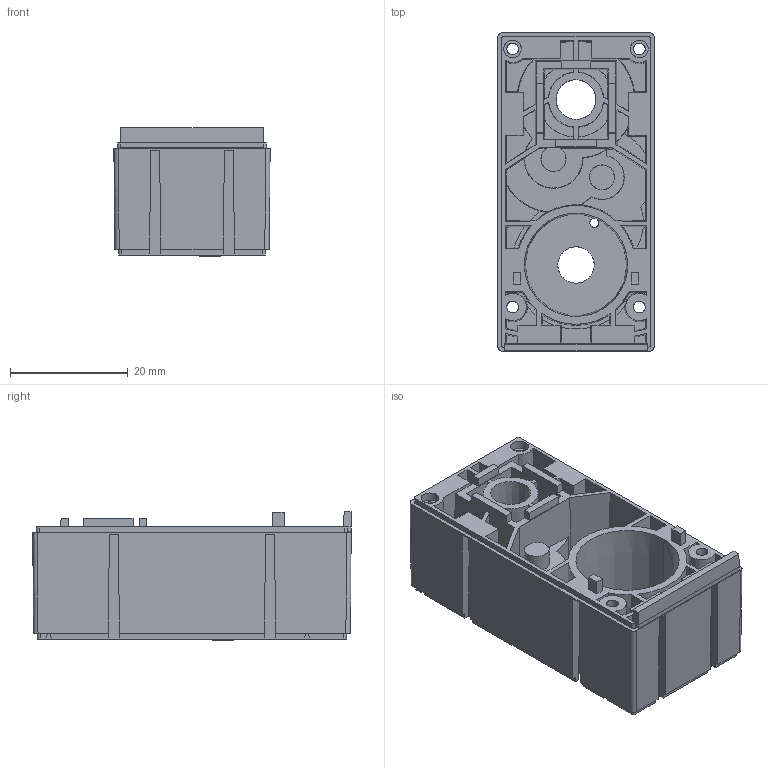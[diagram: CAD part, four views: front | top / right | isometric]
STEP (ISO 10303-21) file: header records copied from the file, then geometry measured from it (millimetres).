
FILE_DESCRIPTION (( 'STEP AP214' ), '1' );
FILE_NAME ('MiddleShell.STEP', '2016-10-19T23:48:19', ( '' ), ( '' ), 'SwSTEP 2.0', 'SolidWorks 2016', '' );
FILE_SCHEMA (( 'AUTOMOTIVE_DESIGN' ));
Length unit declared in the file: millimetre
Products named in the file (1): MiddleShell
Bounding box: 26.48 x 54 x 21.84 mm (x, y, z)
Surface area: 16297.4 mm2 (no closed solid volume)
Topology: 0 solids, 1 shells, 420 faces, 1195 edges, 799 vertices
Faces by surface type: plane 284, cylinder 68, cone 64, bspline 4
Entity records: 15973 total; most frequent: CARTESIAN_POINT 6318, ORIENTED_EDGE 2390, DIRECTION 1376, EDGE_CURVE 1195, VERTEX_POINT 799, B_SPLINE_CURVE_WITH_KNOTS 677, VECTOR 484, LINE 484
